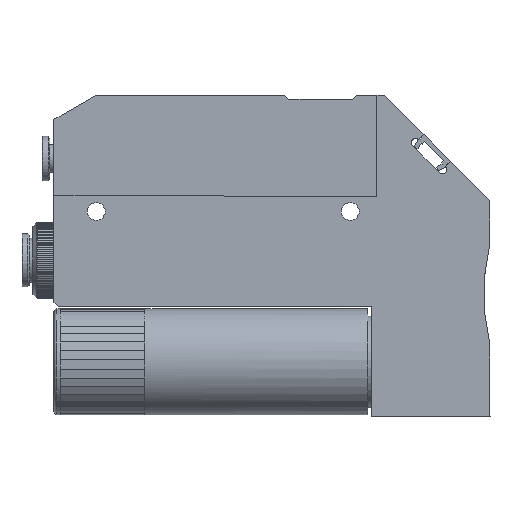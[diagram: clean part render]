
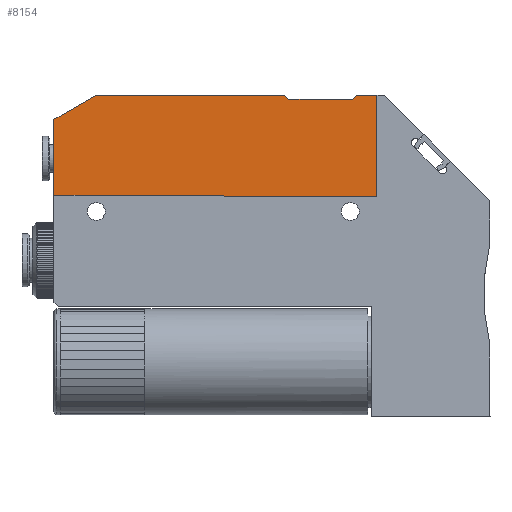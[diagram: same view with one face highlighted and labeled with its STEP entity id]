
A CAD part, top view. The second image highlights one B-rep face of the part: STEP entity #8154.
In plain terms, the highlighted planar face has unit normal (0, 0, 1).
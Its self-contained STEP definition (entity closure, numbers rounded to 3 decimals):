
#668=FACE_OUTER_BOUND('',#1149,.T.);
#1149=EDGE_LOOP('',(#5711,#5712,#5713,#5714,#5715,#5716,#5717,#5718,#5719,
#5720,#5721,#5722,#5723,#5724));
#1638=LINE('',#11959,#2502);
#1643=LINE('',#11970,#2507);
#1645=LINE('',#11975,#2509);
#1649=LINE('',#11983,#2513);
#1836=LINE('',#12478,#2700);
#1844=LINE('',#12494,#2708);
#1846=LINE('',#12497,#2710);
#1890=LINE('',#12602,#2754);
#1893=LINE('',#12606,#2757);
#1894=LINE('',#12609,#2758);
#1895=LINE('',#12611,#2759);
#1896=LINE('',#12613,#2760);
#1897=LINE('',#12615,#2761);
#1898=LINE('',#12616,#2762);
#2502=VECTOR('',#9472,10.);
#2507=VECTOR('',#9481,10.);
#2509=VECTOR('',#9485,10.);
#2513=VECTOR('',#9491,10.);
#2700=VECTOR('',#9802,10.);
#2708=VECTOR('',#9812,10.);
#2710=VECTOR('',#9816,10.);
#2754=VECTOR('',#9890,10.);
#2757=VECTOR('',#9895,10.);
#2758=VECTOR('',#9898,10.);
#2759=VECTOR('',#9899,10.);
#2760=VECTOR('',#9900,10.);
#2761=VECTOR('',#9901,10.);
#2762=VECTOR('',#9902,10.);
#3363=VERTEX_POINT('',#11956);
#3364=VERTEX_POINT('',#11958);
#3368=VERTEX_POINT('',#11967);
#3370=VERTEX_POINT('',#11973);
#3373=VERTEX_POINT('',#11982);
#3618=VERTEX_POINT('',#12475);
#3619=VERTEX_POINT('',#12477);
#3622=VERTEX_POINT('',#12484);
#3626=VERTEX_POINT('',#12492);
#3672=VERTEX_POINT('',#12601);
#3673=VERTEX_POINT('',#12608);
#3674=VERTEX_POINT('',#12610);
#3675=VERTEX_POINT('',#12612);
#3676=VERTEX_POINT('',#12614);
#4130=EDGE_CURVE('',#3363,#3364,#1638,.T.);
#4136=EDGE_CURVE('',#3368,#3364,#1643,.T.);
#4138=EDGE_CURVE('',#3370,#3363,#1645,.T.);
#4142=EDGE_CURVE('',#3373,#3368,#1649,.T.);
#4389=EDGE_CURVE('',#3618,#3619,#1836,.T.);
#4397=EDGE_CURVE('',#3622,#3626,#1844,.T.);
#4399=EDGE_CURVE('',#3619,#3626,#1846,.T.);
#4452=EDGE_CURVE('',#3672,#3622,#1890,.T.);
#4455=EDGE_CURVE('',#3370,#3672,#1893,.T.);
#4456=EDGE_CURVE('',#3618,#3673,#1894,.T.);
#4457=EDGE_CURVE('',#3673,#3674,#1895,.T.);
#4458=EDGE_CURVE('',#3674,#3675,#1896,.T.);
#4459=EDGE_CURVE('',#3675,#3676,#1897,.T.);
#4460=EDGE_CURVE('',#3676,#3373,#1898,.T.);
#5711=ORIENTED_EDGE('',*,*,#4456,.T.);
#5712=ORIENTED_EDGE('',*,*,#4457,.T.);
#5713=ORIENTED_EDGE('',*,*,#4458,.T.);
#5714=ORIENTED_EDGE('',*,*,#4459,.T.);
#5715=ORIENTED_EDGE('',*,*,#4460,.T.);
#5716=ORIENTED_EDGE('',*,*,#4142,.T.);
#5717=ORIENTED_EDGE('',*,*,#4136,.T.);
#5718=ORIENTED_EDGE('',*,*,#4130,.F.);
#5719=ORIENTED_EDGE('',*,*,#4138,.F.);
#5720=ORIENTED_EDGE('',*,*,#4455,.T.);
#5721=ORIENTED_EDGE('',*,*,#4452,.T.);
#5722=ORIENTED_EDGE('',*,*,#4397,.T.);
#5723=ORIENTED_EDGE('',*,*,#4399,.F.);
#5724=ORIENTED_EDGE('',*,*,#4389,.F.);
#7780=PLANE('',#8720);
#8154=ADVANCED_FACE('',(#668),#7780,.T.);
#8720=AXIS2_PLACEMENT_3D('',#12607,#9896,#9897);
#9472=DIRECTION('',(0.,1.,0.));
#9481=DIRECTION('',(-1.,0.,0.));
#9485=DIRECTION('',(-1.,0.,0.));
#9491=DIRECTION('',(0.,-1.,0.));
#9802=DIRECTION('',(0.,1.,0.));
#9812=DIRECTION('',(0.,1.,0.));
#9816=DIRECTION('',(1.,0.,0.));
#9890=DIRECTION('',(0.003,1.,0.));
#9895=DIRECTION('',(1.,-0.003,0.));
#9896=DIRECTION('center_axis',(0.,0.,1.));
#9897=DIRECTION('ref_axis',(1.,0.,0.));
#9898=DIRECTION('',(-0.707,-0.707,0.));
#9899=DIRECTION('',(-1.,0.,0.));
#9900=DIRECTION('',(-0.707,0.707,0.));
#9901=DIRECTION('',(-1.,0.,0.));
#9902=DIRECTION('',(-0.866,-0.5,0.));
#11956=CARTESIAN_POINT('',(-103.01,52.292,26.05));
#11958=CARTESIAN_POINT('',(-103.01,70.226,26.05));
#11959=CARTESIAN_POINT('',(-103.01,70.226,26.05));
#11967=CARTESIAN_POINT('',(-103.,70.226,26.05));
#11970=CARTESIAN_POINT('',(-103.,70.226,26.05));
#11973=CARTESIAN_POINT('',(-103.,52.292,26.05));
#11975=CARTESIAN_POINT('',(-103.,52.292,26.05));
#11982=CARTESIAN_POINT('',(-103.,70.226,26.05));
#11983=CARTESIAN_POINT('',(-103.,70.226,26.05));
#12475=CARTESIAN_POINT('',(-31.5,76.,26.05));
#12477=CARTESIAN_POINT('',(-31.5,76.01,26.05));
#12478=CARTESIAN_POINT('',(-31.5,76.,26.05));
#12484=CARTESIAN_POINT('',(-26.713,76.,26.05));
#12492=CARTESIAN_POINT('',(-26.713,76.01,26.05));
#12494=CARTESIAN_POINT('',(-26.713,76.,26.05));
#12497=CARTESIAN_POINT('',(-31.5,76.01,26.05));
#12601=CARTESIAN_POINT('',(-26.795,52.032,26.05));
#12602=CARTESIAN_POINT('',(-26.795,52.032,26.05));
#12606=CARTESIAN_POINT('',(-103.,52.292,26.05));
#12607=CARTESIAN_POINT('Origin',(-63.864,63.712,26.05));
#12608=CARTESIAN_POINT('',(-32.5,75.,26.05));
#12609=CARTESIAN_POINT('',(-31.5,76.,26.05));
#12610=CARTESIAN_POINT('',(-47.5,75.,26.05));
#12611=CARTESIAN_POINT('',(-32.5,75.,26.05));
#12612=CARTESIAN_POINT('',(-48.5,76.,26.05));
#12613=CARTESIAN_POINT('',(-47.5,75.,26.05));
#12614=CARTESIAN_POINT('',(-93.,76.,26.05));
#12615=CARTESIAN_POINT('',(-48.5,76.,26.05));
#12616=CARTESIAN_POINT('',(-93.,76.,26.05));
